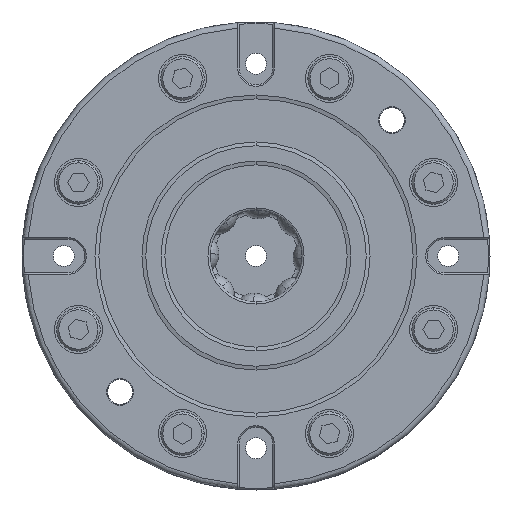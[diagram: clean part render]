
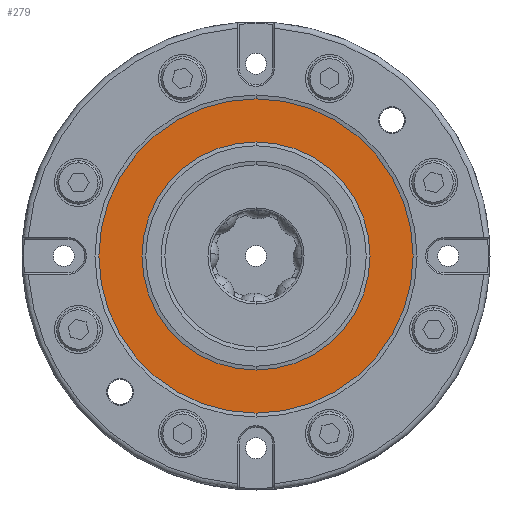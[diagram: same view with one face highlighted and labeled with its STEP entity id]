
A CAD part, front view. The second image highlights one B-rep face of the part: STEP entity #279.
In plain terms, the highlighted planar face has unit normal (0, -1, 0).
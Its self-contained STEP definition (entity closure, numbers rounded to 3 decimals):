
#279 = ADVANCED_FACE ( 'NONE', ( #8450, #16501 ), #16608, .T. ) ;
#328 = EDGE_CURVE ( 'NONE', #14787, #3053, #19616, .T. ) ;
#1228 = EDGE_CURVE ( 'NONE', #18451, #2325, #8794, .T. ) ;
#1337 = DIRECTION ( 'NONE',  ( 0., 0., 1. ) ) ;
#1434 = ORIENTED_EDGE ( 'NONE', *, *, #7678, .F. ) ;
#1887 = AXIS2_PLACEMENT_3D ( 'NONE', #2852, #11909, #1337 ) ;
#2325 = VERTEX_POINT ( 'NONE', #9504 ) ;
#2388 = DIRECTION ( 'NONE',  ( 0., 1., 0. ) ) ;
#2809 = ORIENTED_EDGE ( 'NONE', *, *, #1228, .T. ) ;
#2852 = CARTESIAN_POINT ( 'NONE',  ( 27.231, 13.81, 112. ) ) ;
#3053 = VERTEX_POINT ( 'NONE', #11391 ) ;
#4510 = CIRCLE ( 'NONE', #9695, 27.3 ) ;
#5517 = DIRECTION ( 'NONE',  ( 0., 1., 0. ) ) ;
#5995 = DIRECTION ( 'NONE',  ( 0., -1., 0. ) ) ;
#6050 = CARTESIAN_POINT ( 'NONE',  ( -10.369, 13.81, 112. ) ) ;
#6846 = CARTESIAN_POINT ( 'NONE',  ( 27.231, 13.81, 112. ) ) ;
#7004 = ORIENTED_EDGE ( 'NONE', *, *, #14394, .T. ) ;
#7678 = EDGE_CURVE ( 'NONE', #3053, #14787, #11775, .T. ) ;
#7949 = EDGE_LOOP ( 'NONE', ( #1434, #11605 ) ) ;
#8265 = CARTESIAN_POINT ( 'NONE',  ( 27.231, 13.81, 149.6 ) ) ;
#8366 = DIRECTION ( 'NONE',  ( 0., 0., 1. ) ) ;
#8450 = FACE_OUTER_BOUND ( 'NONE', #7949, .T. ) ;
#8498 = EDGE_LOOP ( 'NONE', ( #2809, #7004 ) ) ;
#8794 = CIRCLE ( 'NONE', #15961, 27.3 ) ;
#9504 = CARTESIAN_POINT ( 'NONE',  ( 27.231, 13.81, 84.7 ) ) ;
#9695 = AXIS2_PLACEMENT_3D ( 'NONE', #6846, #17444, #8366 ) ;
#11391 = CARTESIAN_POINT ( 'NONE',  ( 27.231, 13.81, 74.4 ) ) ;
#11430 = DIRECTION ( 'NONE',  ( 0., 0., 1. ) ) ;
#11605 = ORIENTED_EDGE ( 'NONE', *, *, #328, .F. ) ;
#11775 = CIRCLE ( 'NONE', #17195, 37.6 ) ;
#11909 = DIRECTION ( 'NONE',  ( 0., 1., 0. ) ) ;
#12973 = CARTESIAN_POINT ( 'NONE',  ( 27.231, 13.81, 112. ) ) ;
#14394 = EDGE_CURVE ( 'NONE', #2325, #18451, #4510, .T. ) ;
#14577 = CARTESIAN_POINT ( 'NONE',  ( 27.231, 13.81, 112. ) ) ;
#14787 = VERTEX_POINT ( 'NONE', #8265 ) ;
#15069 = DIRECTION ( 'NONE',  ( 0., 0., -1. ) ) ;
#15961 = AXIS2_PLACEMENT_3D ( 'NONE', #12973, #2388, #11430 ) ;
#16134 = DIRECTION ( 'NONE',  ( 0., 0., 1. ) ) ;
#16501 = FACE_BOUND ( 'NONE', #8498, .T. ) ;
#16608 = PLANE ( 'NONE',  #17498 ) ;
#17195 = AXIS2_PLACEMENT_3D ( 'NONE', #14577, #5517, #16134 ) ;
#17444 = DIRECTION ( 'NONE',  ( 0., 1., 0. ) ) ;
#17498 = AXIS2_PLACEMENT_3D ( 'NONE', #6050, #5995, #15069 ) ;
#18451 = VERTEX_POINT ( 'NONE', #19497 ) ;
#19497 = CARTESIAN_POINT ( 'NONE',  ( 27.231, 13.81, 139.3 ) ) ;
#19616 = CIRCLE ( 'NONE', #1887, 37.6 ) ;
